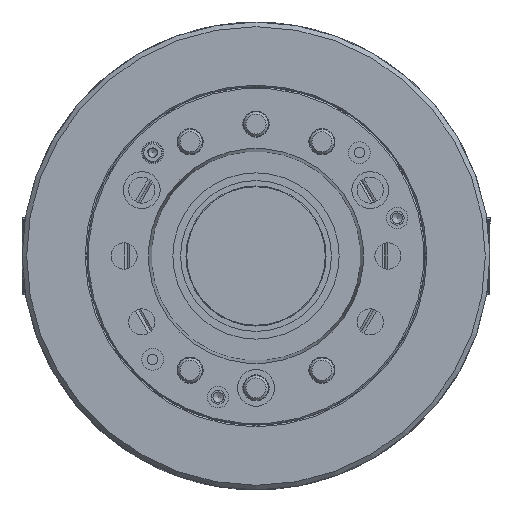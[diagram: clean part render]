
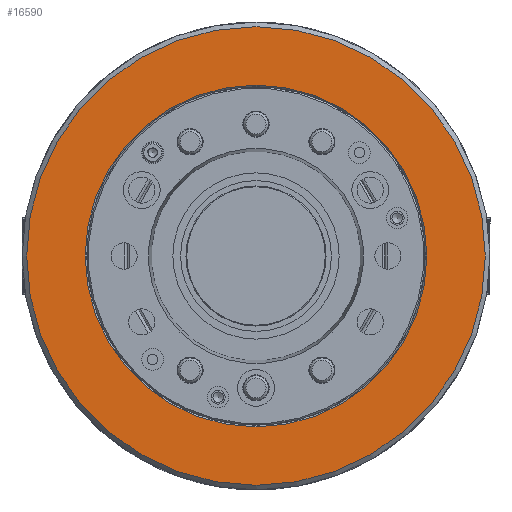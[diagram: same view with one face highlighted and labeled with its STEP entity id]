
A CAD part, left-side view. The second image highlights one B-rep face of the part: STEP entity #16590.
In plain terms, the highlighted planar face has unit normal (-1, 0, 0).
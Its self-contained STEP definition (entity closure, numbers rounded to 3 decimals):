
#833 = DIRECTION ( 'NONE',  ( 0., 0., 1. ) ) ;
#1415 = CIRCLE ( 'NONE', #30650, 149. ) ;
#2432 = EDGE_LOOP ( 'NONE', ( #5269 ) ) ;
#4996 = DIRECTION ( 'NONE',  ( -1., 0., 0. ) ) ;
#5269 = ORIENTED_EDGE ( 'NONE', *, *, #17154, .T. ) ;
#7333 = CIRCLE ( 'NONE', #36559, 111. ) ;
#8055 = EDGE_LOOP ( 'NONE', ( #23155 ) ) ;
#8928 = FACE_BOUND ( 'NONE', #8055, .T. ) ;
#10573 = AXIS2_PLACEMENT_3D ( 'NONE', #40838, #4996, #20981 ) ;
#13743 = CARTESIAN_POINT ( 'NONE',  ( 0., 0., 111. ) ) ;
#14793 = DIRECTION ( 'NONE',  ( 0., 0., 1. ) ) ;
#16590 = ADVANCED_FACE ( 'NONE', ( #44744, #8928 ), #24874, .T. ) ;
#17154 = EDGE_CURVE ( 'NONE', #34949, #34949, #1415, .T. ) ;
#20738 = CARTESIAN_POINT ( 'NONE',  ( 0., 0., 0. ) ) ;
#20981 = DIRECTION ( 'NONE',  ( 0., 0., 1. ) ) ;
#23155 = ORIENTED_EDGE ( 'NONE', *, *, #35744, .T. ) ;
#24874 = PLANE ( 'NONE',  #10573 ) ;
#30650 = AXIS2_PLACEMENT_3D ( 'NONE', #34633, #50597, #14793 ) ;
#34633 = CARTESIAN_POINT ( 'NONE',  ( 0., 0., 0. ) ) ;
#34949 = VERTEX_POINT ( 'NONE', #50923 ) ;
#35744 = EDGE_CURVE ( 'NONE', #49560, #49560, #7333, .T. ) ;
#36559 = AXIS2_PLACEMENT_3D ( 'NONE', #20738, #36664, #833 ) ;
#36664 = DIRECTION ( 'NONE',  ( 1., 0., 0. ) ) ;
#40838 = CARTESIAN_POINT ( 'NONE',  ( 0., 110., 0. ) ) ;
#44744 = FACE_OUTER_BOUND ( 'NONE', #2432, .T. ) ;
#49560 = VERTEX_POINT ( 'NONE', #13743 ) ;
#50597 = DIRECTION ( 'NONE',  ( -1., 0., 0. ) ) ;
#50923 = CARTESIAN_POINT ( 'NONE',  ( 0., 0., 149. ) ) ;
